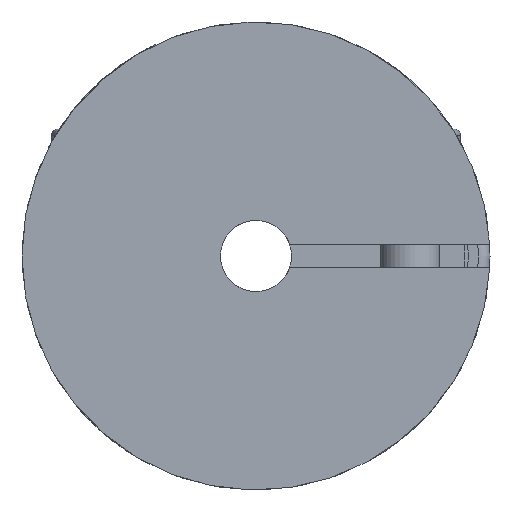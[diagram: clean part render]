
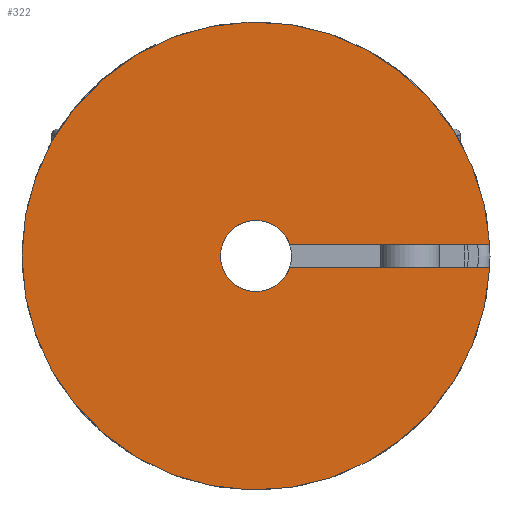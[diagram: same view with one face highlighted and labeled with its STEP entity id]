
A CAD part, left-side view. The second image highlights one B-rep face of the part: STEP entity #322.
In plain terms, the highlighted planar face has unit normal (-1, 0, 0).
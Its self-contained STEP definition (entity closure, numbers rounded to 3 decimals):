
#322 = ADVANCED_FACE( '', ( #717 ), #718, .F. );
#717 = FACE_OUTER_BOUND( '', #1134, .T. );
#718 = PLANE( '', #1135 );
#1134 = EDGE_LOOP( '', ( #1872, #1873, #1874, #1875 ) );
#1135 = AXIS2_PLACEMENT_3D( '', #1876, #1877, #1878 );
#1872 = ORIENTED_EDGE( '', *, *, #2275, .T. );
#1873 = ORIENTED_EDGE( '', *, *, #2221, .F. );
#1874 = ORIENTED_EDGE( '', *, *, #2276, .T. );
#1875 = ORIENTED_EDGE( '', *, *, #2217, .T. );
#1876 = CARTESIAN_POINT( '', ( -25.6, 0., 0. ) );
#1877 = DIRECTION( '', ( 1., 0., 0. ) );
#1878 = DIRECTION( '', ( 0., 0., 1. ) );
#2217 = EDGE_CURVE( '', #2624, #2622, #2625, .T. );
#2221 = EDGE_CURVE( '', #2630, #2631, #2632, .T. );
#2275 = EDGE_CURVE( '', #2622, #2631, #2696, .T. );
#2276 = EDGE_CURVE( '', #2630, #2624, #2697, .T. );
#2622 = VERTEX_POINT( '', #3701 );
#2624 = VERTEX_POINT( '', #3704 );
#2625 = CIRCLE( '', #3705, 19.75 );
#2630 = VERTEX_POINT( '', #3934 );
#2631 = VERTEX_POINT( '', #3935 );
#2632 = CIRCLE( '', #3936, 3. );
#2696 = LINE( '', #4010, #4011 );
#2697 = LINE( '', #4012, #4013 );
#3701 = CARTESIAN_POINT( '', ( -25.6, -19.725, -0.998 ) );
#3704 = CARTESIAN_POINT( '', ( -25.6, -19.725, 1. ) );
#3705 = AXIS2_PLACEMENT_3D( '', #4340, #4341, #4342 );
#3934 = CARTESIAN_POINT( '', ( -25.6, -2.828, 1. ) );
#3935 = CARTESIAN_POINT( '', ( -25.6, -2.829, -0.998 ) );
#3936 = AXIS2_PLACEMENT_3D( '', #4344, #4345, #4346 );
#4010 = CARTESIAN_POINT( '', ( -25.6, -19.725, -0.998 ) );
#4011 = VECTOR( '', #4393, 1000. );
#4012 = CARTESIAN_POINT( '', ( -25.6, -5.916, 1. ) );
#4013 = VECTOR( '', #4394, 1000. );
#4340 = CARTESIAN_POINT( '', ( -25.6, 0., 0. ) );
#4341 = DIRECTION( '', ( -1., 0., 0. ) );
#4342 = DIRECTION( '', ( 0., -1., 0. ) );
#4344 = CARTESIAN_POINT( '', ( -25.6, 0., 0. ) );
#4345 = DIRECTION( '', ( -1., 0., 0. ) );
#4346 = DIRECTION( '', ( 0., -1., 0. ) );
#4393 = DIRECTION( '', ( 0., 1., 0. ) );
#4394 = DIRECTION( '', ( 0., -1., 0. ) );
